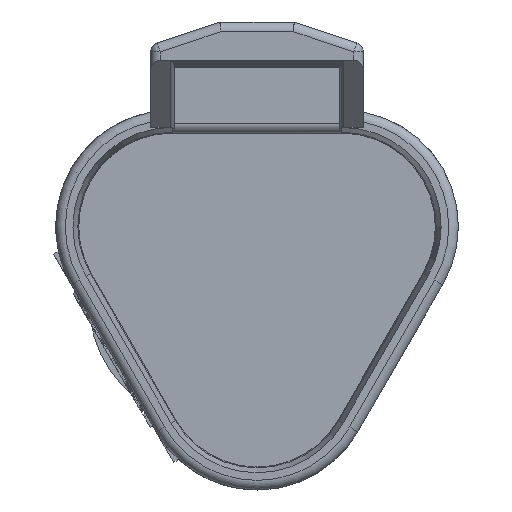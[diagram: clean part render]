
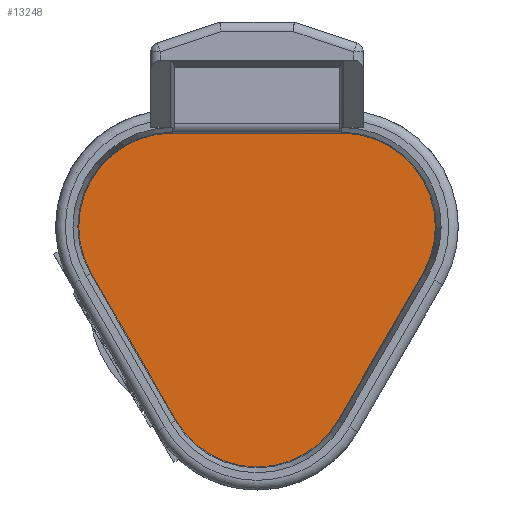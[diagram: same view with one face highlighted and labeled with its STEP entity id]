
A CAD part, front view. The second image highlights one B-rep face of the part: STEP entity #13248.
In plain terms, the highlighted planar face has unit normal (0, -1, 0).
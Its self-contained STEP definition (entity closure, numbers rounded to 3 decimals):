
#307=CARTESIAN_POINT('',(-4.429,16.13,2.557));
#308=DIRECTION('',(0.,-1.,0.));
#309=DIRECTION('',(0.,0.,1.));
#310=AXIS2_PLACEMENT_3D('',#307,#308,#309);
#312=DIRECTION('',(-1.,0.,0.));
#313=VECTOR('',#312,8.858);
#314=CARTESIAN_POINT('',(4.429,16.13,7.437));
#315=LINE('',#314,#313);
#316=CARTESIAN_POINT('',(4.429,16.13,2.557));
#317=DIRECTION('',(0.,-1.,0.));
#318=DIRECTION('',(0.866,0.,-0.5));
#319=AXIS2_PLACEMENT_3D('',#316,#317,#318);
#321=DIRECTION('',(0.5,0.,0.866));
#322=VECTOR('',#321,8.858);
#323=CARTESIAN_POINT('',(4.226,16.13,-7.554));
#324=LINE('',#323,#322);
#325=CARTESIAN_POINT('',(0.,16.13,-5.114));
#326=DIRECTION('',(0.,-1.,0.));
#327=DIRECTION('',(-0.866,0.,-0.5));
#328=AXIS2_PLACEMENT_3D('',#325,#326,#327);
#330=DIRECTION('',(0.5,0.,-0.866));
#331=VECTOR('',#330,8.858);
#332=CARTESIAN_POINT('',(-8.655,16.13,0.117));
#333=LINE('',#332,#331);
#9858=CARTESIAN_POINT('',(-4.429,16.13,7.437));
#9859=CARTESIAN_POINT('',(-8.655,16.13,0.117));
#9860=VERTEX_POINT('',#9858);
#9861=VERTEX_POINT('',#9859);
#9862=CARTESIAN_POINT('',(-4.226,16.13,-7.554));
#9863=VERTEX_POINT('',#9862);
#9864=CARTESIAN_POINT('',(4.226,16.13,-7.554));
#9865=VERTEX_POINT('',#9864);
#9866=CARTESIAN_POINT('',(8.655,16.13,0.117));
#9867=VERTEX_POINT('',#9866);
#9868=CARTESIAN_POINT('',(4.429,16.13,7.437));
#9869=VERTEX_POINT('',#9868);
#13231=CARTESIAN_POINT('',(0.,16.13,0.));
#13232=DIRECTION('',(0.,-1.,0.));
#13233=DIRECTION('',(-1.,0.,0.));
#13234=AXIS2_PLACEMENT_3D('',#13231,#13232,#13233);
#13235=PLANE('',#13234);
#13237=ORIENTED_EDGE('',*,*,#13236,.F.);
#13238=ORIENTED_EDGE('',*,*,#13224,.F.);
#13239=ORIENTED_EDGE('',*,*,#13179,.F.);
#13241=ORIENTED_EDGE('',*,*,#13240,.F.);
#13243=ORIENTED_EDGE('',*,*,#13242,.F.);
#13245=ORIENTED_EDGE('',*,*,#13244,.F.);
#13246=EDGE_LOOP('',(#13237,#13238,#13239,#13241,#13243,#13245));
#13247=FACE_OUTER_BOUND('',#13246,.F.);
#13248=ADVANCED_FACE('',(#13247),#13235,.T.);
#311=CIRCLE('',#310,4.88);
#320=CIRCLE('',#319,4.88);
#329=CIRCLE('',#328,4.88);
#13179=EDGE_CURVE('',#9867,#9869,#320,.T.);
#13224=EDGE_CURVE('',#9869,#9860,#315,.T.);
#13236=EDGE_CURVE('',#9860,#9861,#311,.T.);
#13240=EDGE_CURVE('',#9865,#9867,#324,.T.);
#13242=EDGE_CURVE('',#9863,#9865,#329,.T.);
#13244=EDGE_CURVE('',#9861,#9863,#333,.T.);
